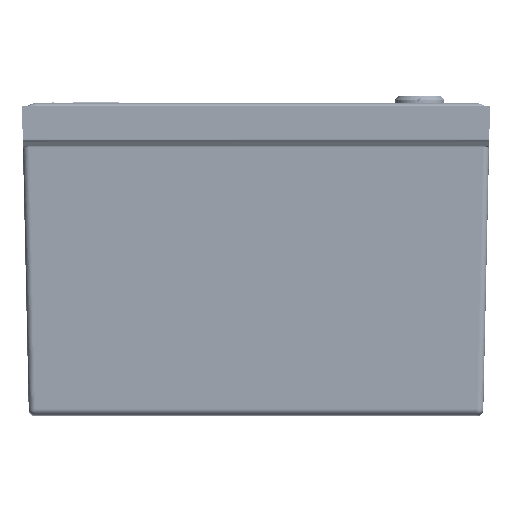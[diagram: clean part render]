
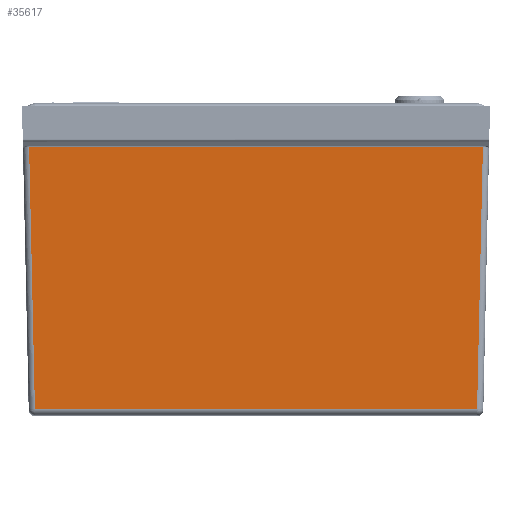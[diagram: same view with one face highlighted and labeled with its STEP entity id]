
A CAD part, top view. The second image highlights one B-rep face of the part: STEP entity #35617.
In plain terms, the highlighted planar face has unit normal (0, -0.022, 1).
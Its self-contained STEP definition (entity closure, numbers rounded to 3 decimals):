
#8659=DIRECTION('',(1.,0.,0.));
#8660=VECTOR('',#8659,291.611);
#8661=CARTESIAN_POINT('',(-145.805,172.625,187.792));
#8662=LINE('',#8661,#8660);
#8691=DIRECTION('',(0.022,-1.,-0.022));
#8692=VECTOR('',#8691,168.795);
#8693=CARTESIAN_POINT('',(-145.805,172.625,187.792));
#8694=LINE('',#8693,#8692);
#8695=DIRECTION('',(0.022,1.,0.022));
#8696=VECTOR('',#8695,168.795);
#8697=CARTESIAN_POINT('',(142.087,3.912,184.086));
#8698=LINE('',#8697,#8696);
#8699=DIRECTION('',(-1.,0.,0.));
#8700=VECTOR('',#8699,284.174);
#8701=CARTESIAN_POINT('',(142.087,3.912,184.086));
#8702=LINE('',#8701,#8700);
#17655=CARTESIAN_POINT('',(142.087,3.912,184.086));
#17656=CARTESIAN_POINT('',(145.805,172.625,187.792));
#17657=VERTEX_POINT('',#17655);
#17658=VERTEX_POINT('',#17656);
#17659=CARTESIAN_POINT('',(-145.805,172.625,
187.792));
#17660=VERTEX_POINT('',#17659);
#17668=CARTESIAN_POINT('',(-142.087,3.912,
184.086));
#17669=VERTEX_POINT('',#17668);
#35605=CARTESIAN_POINT('',(200.,173.,187.8));
#35606=DIRECTION('',(0.,0.022,-1.));
#35607=DIRECTION('',(0.,1.,0.022));
#35608=AXIS2_PLACEMENT_3D('',#35605,#35606,#35607);
#35609=PLANE('',#35608);
#35610=ORIENTED_EDGE('',*,*,#35597,.F.);
#35611=ORIENTED_EDGE('',*,*,#35528,.T.);
#35612=ORIENTED_EDGE('',*,*,#35433,.F.);
#35614=ORIENTED_EDGE('',*,*,#35613,.T.);
#35615=EDGE_LOOP('',(#35610,#35611,#35612,#35614));
#35616=FACE_OUTER_BOUND('',#35615,.F.);
#35433=EDGE_CURVE('',#17657,#17658,#8698,.T.);
#35528=EDGE_CURVE('',#17660,#17658,#8662,.T.);
#35597=EDGE_CURVE('',#17660,#17669,#8694,.T.);
#35613=EDGE_CURVE('',#17657,#17669,#8702,.T.);
#35617=ADVANCED_FACE('',(#35616),#35609,.F.);
